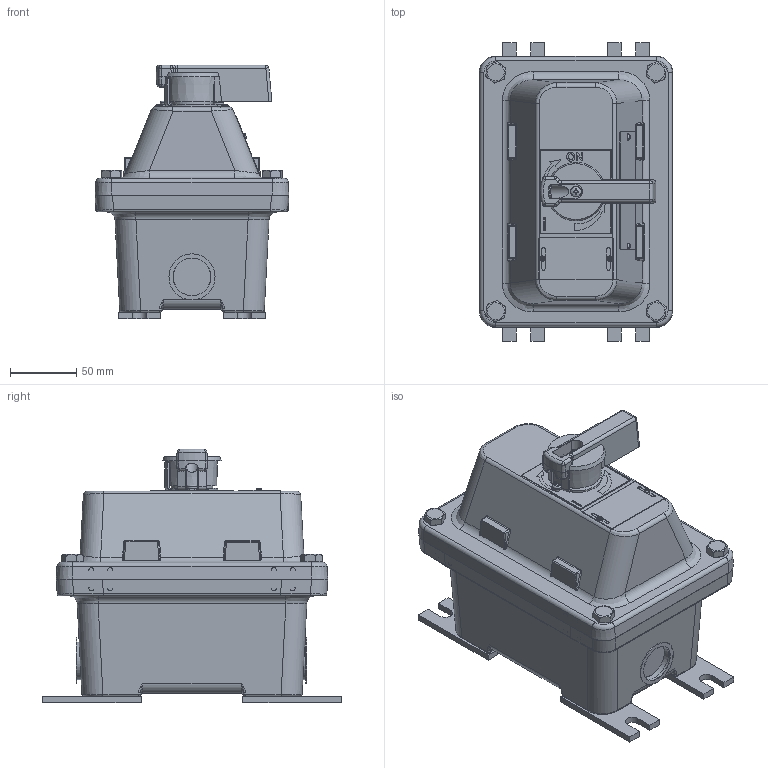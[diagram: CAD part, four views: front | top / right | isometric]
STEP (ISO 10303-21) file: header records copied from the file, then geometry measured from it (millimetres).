
FILE_DESCRIPTION(/* description */ (''),/* implementation_level */ '2;1');
FILE_NAME(/* name */ 'KIL_B7NFD1.stp',/* time_stamp */ '2018-07-19T16:44:31+05:00',/* author */ ('rsundaram2'),/* organization */ (''),/* preprocessor_version */ 'ST-DEVELOPER v17',/* originating_system */ 'Autodesk Inventor 2018',/* authorisation */ '');
FILE_SCHEMA (('AUTOMOTIVE_DESIGN { 1 0 10303 214 3 1 1 }'));
Products named in the file (5): B7NFD1 Rendering; B7NFD1 Rendering_1; 51242; 17028; 21890AAAB
Assembly tree (5 placements, depth 2):
  B7NFD1 Rendering
    B7NFD1 Rendering_1
    51242
    17028  x2
    21890AAAB
Bounding box: 146.73 x 226.22 x 192.06 mm (x, y, z)
Volume: 1557346.5 mm3; surface area: 330714.9 mm2
Topology: 35 solids, 35 shells, 2015 faces, 5459 edges, 3583 vertices
Faces by surface type: plane 1254, cylinder 480, bspline 99, cone 96, torus 46, sphere 40
Full cylindrical faces by diameter (mm): 2.08 x4, 2.184 x4, 2.778 x1, 3.797 x1, 3.967 x1, 4.013 x3, 4.039 x1, 4.181 x8, 4.242 x4, 4.318 x2, 4.826 x2, 5.319 x8, 6.144 x8, 7.963 x1, 8.026 x1, 8.179 x3, 8.237 x4, 9.286 x4, 10.312 x4, 12.7 x4, 13.494 x4, 23.019 x1, 23.812 x15, 23.985 x1, 26.297 x14, 26.924 x2, 28.473 x2, 28.575 x2, 29.06 x2, 31.75 x2
Entity records: 84181 total; most frequent: CARTESIAN_POINT 33992, ORIENTED_EDGE 10682, DIRECTION 9972, EDGE_CURVE 5341, VERTEX_POINT 3550, LINE 3492, VECTOR 3492, AXIS2_PLACEMENT_3D 3240
